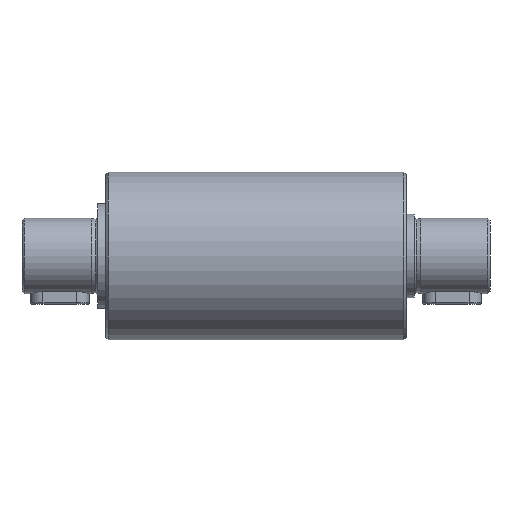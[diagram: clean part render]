
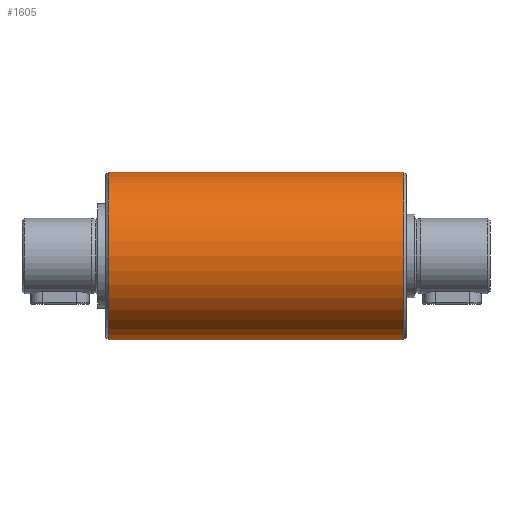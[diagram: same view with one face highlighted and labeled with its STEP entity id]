
A CAD part, front view. The second image highlights one B-rep face of the part: STEP entity #1605.
In plain terms, the highlighted cylindrical face has radius 20 mm (diameter 40 mm), a partial arc.
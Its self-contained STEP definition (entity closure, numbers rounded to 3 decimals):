
#1605 = ADVANCED_FACE( '', ( #3206 ), #3207, .T. );
#3206 = FACE_OUTER_BOUND( '', #4913, .T. );
#3207 = CYLINDRICAL_SURFACE( '', #4914, 20. );
#4913 = EDGE_LOOP( '', ( #7684, #7685, #7686, #7687 ) );
#4914 = AXIS2_PLACEMENT_3D( '', #7688, #7689, #7690 );
#7684 = ORIENTED_EDGE( '', *, *, #9806, .T. );
#7685 = ORIENTED_EDGE( '', *, *, #9807, .T. );
#7686 = ORIENTED_EDGE( '', *, *, #9337, .F. );
#7687 = ORIENTED_EDGE( '', *, *, #9808, .T. );
#7688 = CARTESIAN_POINT( '', ( -71.5, 0., 0. ) );
#7689 = DIRECTION( '', ( -1., 0., 0. ) );
#7690 = DIRECTION( '', ( 0., 0., -1. ) );
#9337 = EDGE_CURVE( '', #10897, #10493, #10898, .T. );
#9806 = EDGE_CURVE( '', #11570, #11571, #11572, .T. );
#9807 = EDGE_CURVE( '', #11571, #10493, #11573, .F. );
#9808 = EDGE_CURVE( '', #10897, #11570, #11574, .T. );
#10493 = VERTEX_POINT( '', #12385 );
#10897 = VERTEX_POINT( '', #12934 );
#10898 = LINE( '', #12935, #12936 );
#11570 = VERTEX_POINT( '', #13807 );
#11571 = VERTEX_POINT( '', #13808 );
#11572 = LINE( '', #13809, #13810 );
#11573 = CIRCLE( '', #13811, 20. );
#11574 = CIRCLE( '', #13812, 20. );
#12385 = CARTESIAN_POINT( '', ( -0.5, -20., 0. ) );
#12934 = CARTESIAN_POINT( '', ( -71., -20., 0. ) );
#12935 = CARTESIAN_POINT( '', ( -71.5, -20., 0. ) );
#12936 = VECTOR( '', #14902, 1000. );
#13807 = CARTESIAN_POINT( '', ( -71., 20., 0. ) );
#13808 = CARTESIAN_POINT( '', ( -0.5, 20., 0. ) );
#13809 = CARTESIAN_POINT( '', ( -71.5, 20., 0. ) );
#13810 = VECTOR( '', #15505, 1000. );
#13811 = AXIS2_PLACEMENT_3D( '', #15506, #15507, #15508 );
#13812 = AXIS2_PLACEMENT_3D( '', #15509, #15510, #15511 );
#14902 = DIRECTION( '', ( 1., 0., 0. ) );
#15505 = DIRECTION( '', ( 1., 0., 0. ) );
#15506 = CARTESIAN_POINT( '', ( -0.5, 0., 0. ) );
#15507 = DIRECTION( '', ( 1., 0., 0. ) );
#15508 = DIRECTION( '', ( 0., 0., -1. ) );
#15509 = CARTESIAN_POINT( '', ( -71., 0., 0. ) );
#15510 = DIRECTION( '', ( 1., 0., 0. ) );
#15511 = DIRECTION( '', ( 0., 0., -1. ) );
